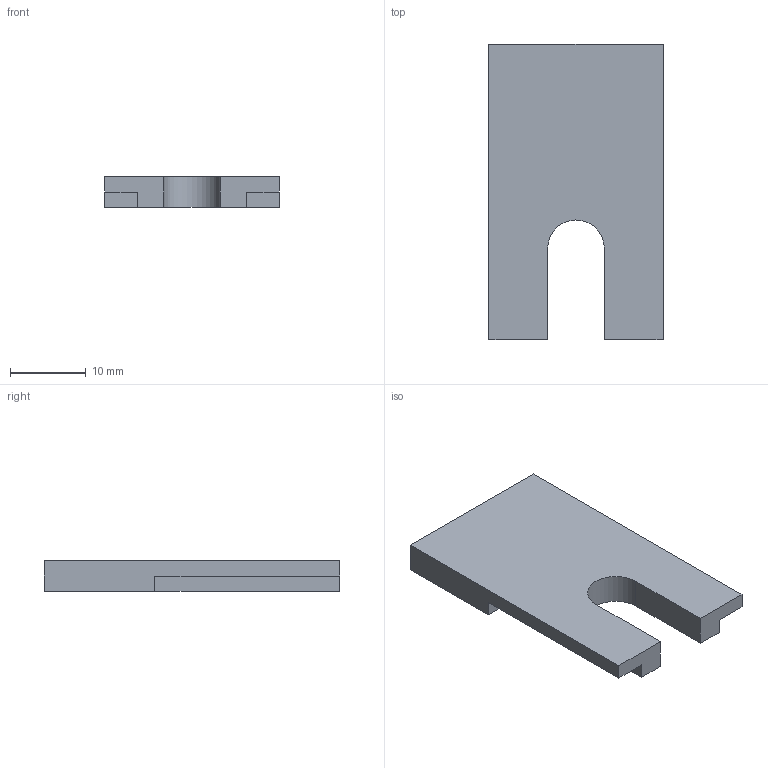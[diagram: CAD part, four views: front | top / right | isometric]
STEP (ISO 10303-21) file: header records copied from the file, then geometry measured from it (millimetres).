
FILE_DESCRIPTION(/* description */ (''),/* implementation_level */ '2;1');
FILE_NAME(/* name */ 'AluChip31.stp',/* time_stamp */ '2021-06-18T13:18:47+02:00',/* author */ ('vakilim'),/* organization */ (''),/* preprocessor_version */ 'ST-DEVELOPER v17',/* originating_system */ 'Autodesk Inventor 2018',/* authorisation */ '');
FILE_SCHEMA (('AUTOMOTIVE_DESIGN { 1 0 10303 214 3 1 1 }'));
Length unit declared in the file: millimetre
Products named in the file (1): AluChip31
Bounding box: 23 x 39 x 4 mm (x, y, z)
Volume: 2725 mm3; surface area: 2179.5 mm2
Topology: 1 solids, 1 shells, 16 faces, 42 edges, 28 vertices
Faces by surface type: plane 15, cylinder 1
Entity records: 527 total; most frequent: CARTESIAN_POINT 87, ORIENTED_EDGE 84, DIRECTION 78, EDGE_CURVE 42, LINE 40, VECTOR 40, VERTEX_POINT 28, AXIS2_PLACEMENT_3D 19
